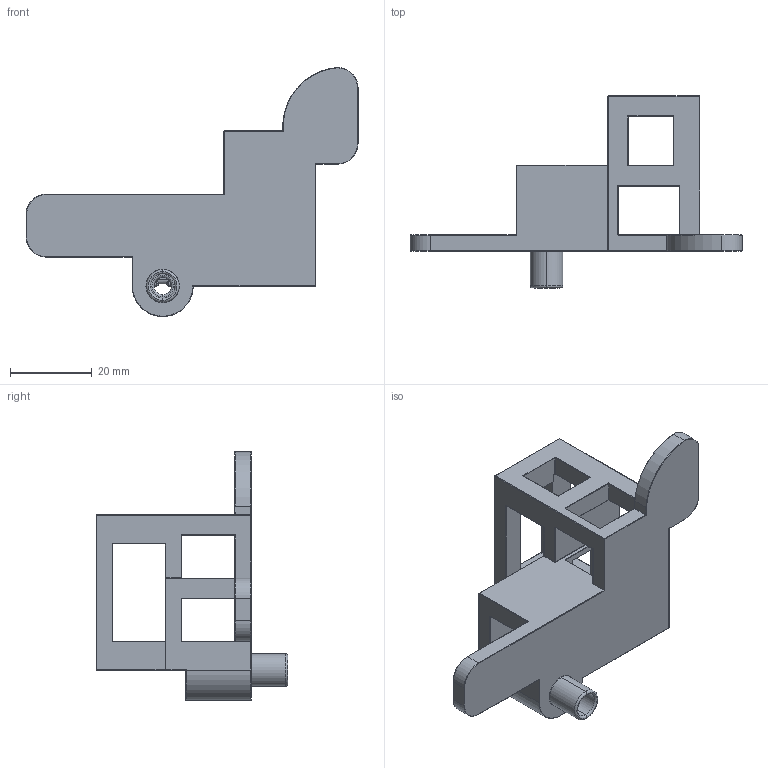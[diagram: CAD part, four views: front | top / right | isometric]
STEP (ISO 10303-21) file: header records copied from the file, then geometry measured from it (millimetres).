
FILE_DESCRIPTION (( 'STEP AP203' ), '1' );
FILE_NAME ('Back Servo Support.STEP', '2021-03-28T03:18:06', ( '' ), ( '' ), 'SwSTEP 2.0', 'SolidWorks 2020', '' );
FILE_SCHEMA (( 'CONFIG_CONTROL_DESIGN' ));
Length unit declared in the file: millimetre
Products named in the file (1): Back Servo Support
Bounding box: 81.38 x 47 x 61.09 mm (x, y, z)
Volume: 24110.3 mm3; surface area: 14086.9 mm2
Topology: 1 solids, 1 shells, 403 faces, 980 edges, 522 vertices
Faces by surface type: cylinder 189, torus 81, plane 67, bspline 49, sphere 17
Entity records: 12382 total; most frequent: CARTESIAN_POINT 3497, DIRECTION 1899, ORIENTED_EDGE 1872, EDGE_CURVE 936, AXIS2_PLACEMENT_3D 753, VERTEX_POINT 522, EDGE_LOOP 412, FACE_OUTER_BOUND 403
